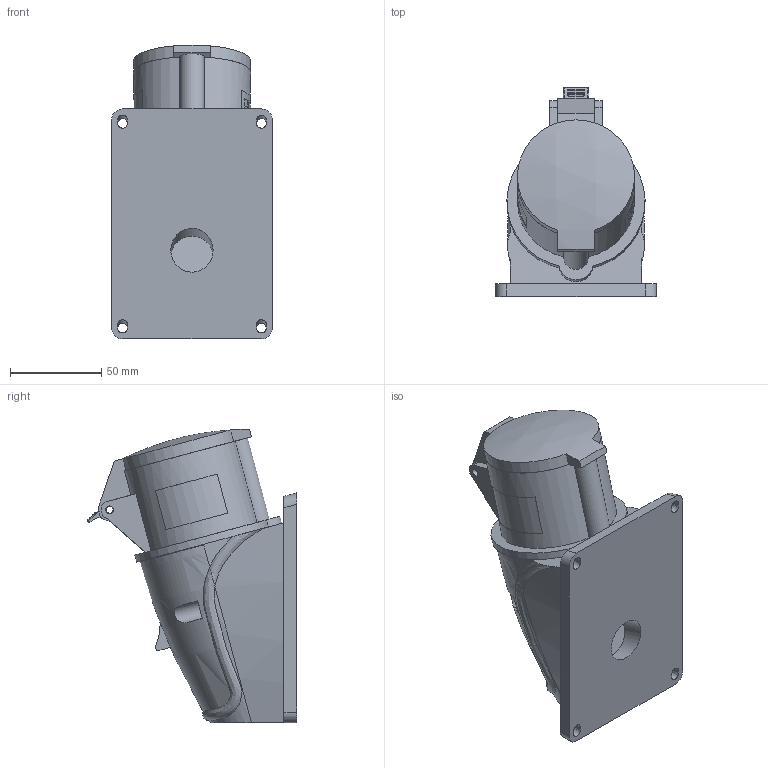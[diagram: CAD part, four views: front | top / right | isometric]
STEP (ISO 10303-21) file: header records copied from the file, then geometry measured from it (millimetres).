
FILE_DESCRIPTION (( 'STEP AP203' ), '1' );
FILE_NAME ('PSN11-032-3 Ðîçåòêà ñòàöèîíàðíàÿ ÑÑÈ-123 32À-6÷_200-250Â 2Ð+ÐÅ IP44 MAGNUM ÈÝÊ.STEP', '2016-11-09T07:12:35', ( '' ), ( '' ), 'SwSTEP 2.0', 'SolidWorks 2014', '' );
FILE_SCHEMA (( 'CONFIG_CONTROL_DESIGN' ));
Length unit declared in the file: millimetre
Products named in the file (1): PSN11-032-3 Ðîçåòêà ñòàöèîíàðíàÿ ÑÑÈ-123 32À-6÷_200-250Â 2Ð+ÐÅ IP44 MAGNUM ÈÝÊ
Bounding box: 88 x 114.53 x 160.87 mm (x, y, z)
Volume: 321149.8 mm3; surface area: 130193.9 mm2
Topology: 2 solids, 2 shells, 400 faces, 1077 edges, 714 vertices
Faces by surface type: plane 264, cylinder 100, bspline 15, sphere 9, torus 7, cone 5
Full cylindrical faces by diameter (mm): 3.8 x1, 4.2 x2, 5 x1, 5.7 x1, 6 x3, 7 x2, 9 x2, 9.15 x1, 10.6 x1, 11.4 x2, 13.4 x1, 23.1 x1, 25 x1, 27.1 x1, 32 x1, 50.5 x1, 52.3 x1, 55.1 x1
Entity records: 17058 total; most frequent: CARTESIAN_POINT 7369, ORIENTED_EDGE 2018, DIRECTION 1862, EDGE_CURVE 1009, VERTEX_POINT 688, AXIS2_PLACEMENT_3D 624, LINE 614, VECTOR 614
